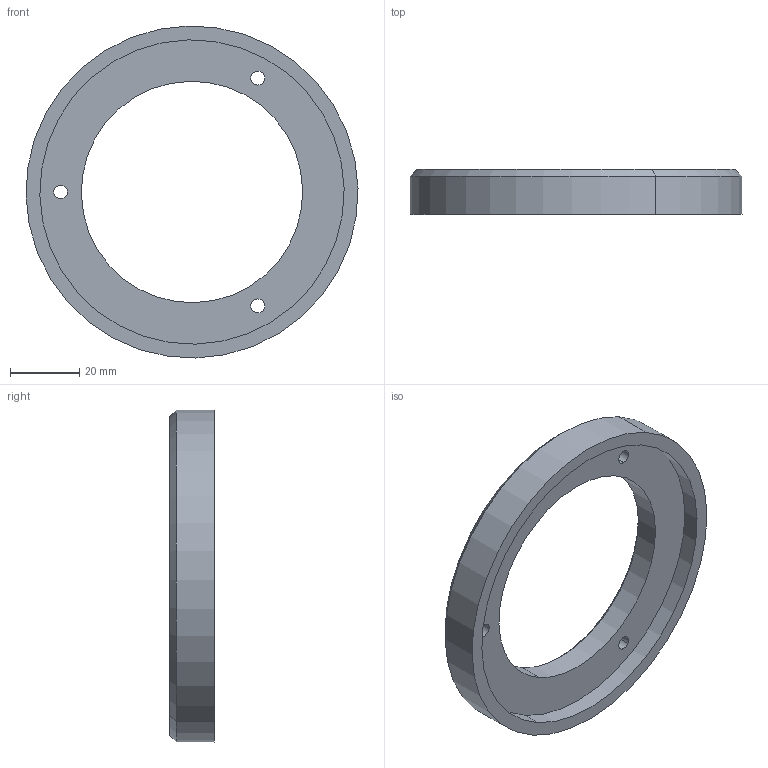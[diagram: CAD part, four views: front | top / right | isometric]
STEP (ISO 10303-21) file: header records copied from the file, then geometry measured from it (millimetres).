
FILE_DESCRIPTION(('CoCreate Modeling STEP Export'),'2;1');
FILE_NAME('m24.stp','2011-05-24T11:26:16',(''),(''),'CoCreate Modeling STEP processor for AP214 (Solid Model)','CoCreate Modeling 18.0P1120 20-Nov-2010 (C) Parametric Technology GmbH','');
FILE_SCHEMA(('AUTOMOTIVE_DESIGN { 1 0 10303 214 1 1 1 1 }'));
Length unit declared in the file: millimetre
Products named in the file (1): Z00001000012_A001.PRT
Bounding box: 95.97 x 13 x 95.97 mm (x, y, z)
Volume: 36952.5 mm3; surface area: 14705.2 mm2
Topology: 1 solids, 1 shells, 19 faces, 45 edges, 29 vertices
Faces by surface type: cylinder 12, cone 4, plane 3
Entity records: 527 total; most frequent: ORIENTED_EDGE 90, DIRECTION 84, CARTESIAN_POINT 79, EDGE_CURVE 45, AXIS2_PLACEMENT_3D 34, VERTEX_POINT 29, EDGE_LOOP 28, FACE_OUTER_BOUND 19
